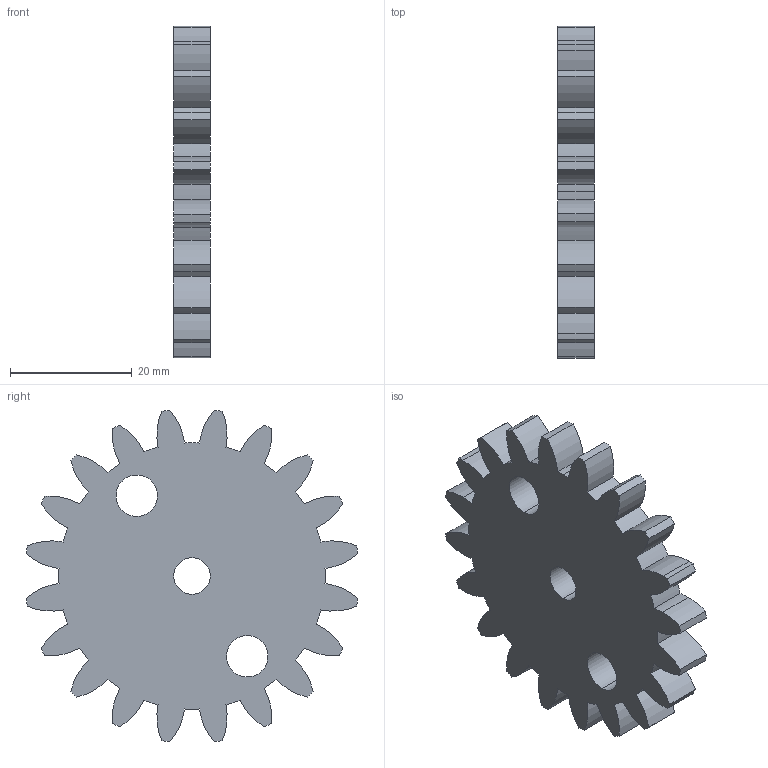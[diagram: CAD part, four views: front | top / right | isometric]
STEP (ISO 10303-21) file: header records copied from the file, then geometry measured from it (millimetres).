
FILE_DESCRIPTION (( 'STEP AP214' ), '1' );
FILE_NAME ('Pinion_draft2.STEP', '2025-01-30T13:39:06', ( '' ), ( '' ), 'SwSTEP 2.0', 'SolidWorks 2024', '' );
FILE_SCHEMA (( 'AUTOMOTIVE_DESIGN' ));
Length unit declared in the file: millimetre
Products named in the file (1): Pinion_draft2
Bounding box: 6 x 54.51 x 54.51 mm (x, y, z)
Volume: 10767.1 mm3; surface area: 5859.4 mm2
Topology: 1 solids, 1 shells, 93 faces, 273 edges, 182 vertices
Faces by surface type: cylinder 91, plane 2
Entity records: 3244 total; most frequent: DIRECTION 643, CARTESIAN_POINT 549, ORIENTED_EDGE 546, AXIS2_PLACEMENT_3D 276, EDGE_CURVE 273, CIRCLE 182, VERTEX_POINT 182, EDGE_LOOP 99
